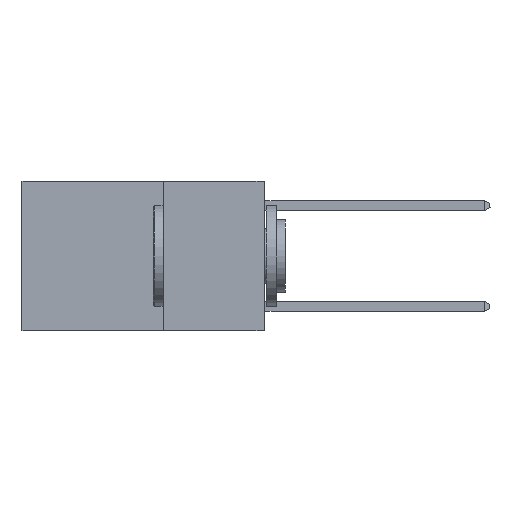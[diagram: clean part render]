
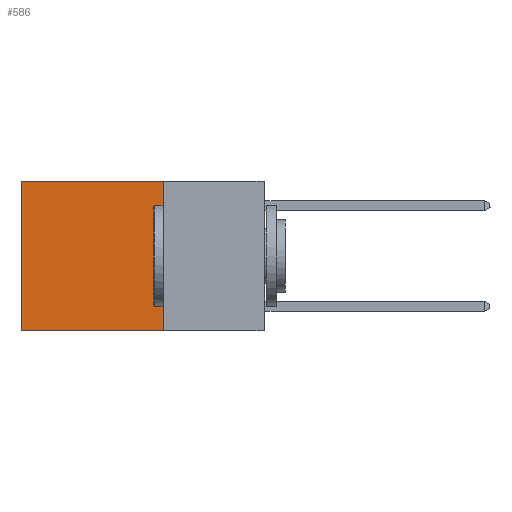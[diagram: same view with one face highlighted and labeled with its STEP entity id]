
A CAD part, left-side view. The second image highlights one B-rep face of the part: STEP entity #586.
In plain terms, the highlighted planar face has unit normal (-1, 0, 0).
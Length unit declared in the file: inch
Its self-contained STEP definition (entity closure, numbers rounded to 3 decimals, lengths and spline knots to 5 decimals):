
#379 = ORIENTED_EDGE ( 'NONE', *, *, #1548, .T. ) ;
#573 = ORIENTED_EDGE ( 'NONE', *, *, #796, .F. ) ;
#586 = ADVANCED_FACE ( 'NONE', ( #14498 ), #4294, .F. ) ;
#796 = EDGE_CURVE ( 'NONE', #13408, #7376, #9268, .T. ) ;
#1548 = EDGE_CURVE ( 'NONE', #13408, #9685, #14840, .T. ) ;
#1822 = VECTOR ( 'NONE', #12875, 39.37008 ) ;
#3374 = ORIENTED_EDGE ( 'NONE', *, *, #11449, .T. ) ;
#3708 = DIRECTION ( 'NONE',  ( 1., 0., 0. ) ) ;
#3858 = VERTEX_POINT ( 'NONE', #9064 ) ;
#4294 = PLANE ( 'NONE',  #12989 ) ;
#4554 = EDGE_CURVE ( 'NONE', #7376, #3858, #5491, .T. ) ;
#4569 = CARTESIAN_POINT ( 'NONE',  ( 0.2625, 0.6, 0. ) ) ;
#5491 = LINE ( 'NONE', #6512, #15369 ) ;
#5844 = CARTESIAN_POINT ( 'NONE',  ( 0.2625, 0.25, 0. ) ) ;
#6434 = CARTESIAN_POINT ( 'NONE',  ( 0.2625, 0.25, -0.37 ) ) ;
#6512 = CARTESIAN_POINT ( 'NONE',  ( 0.2625, 0.25, -0.37 ) ) ;
#7376 = VERTEX_POINT ( 'NONE', #6434 ) ;
#7546 = DIRECTION ( 'NONE',  ( 0., 1., 0. ) ) ;
#7959 = CARTESIAN_POINT ( 'NONE',  ( 0.2625, 0.6, 0. ) ) ;
#9064 = CARTESIAN_POINT ( 'NONE',  ( 0.2625, 0.6, -0.37 ) ) ;
#9268 = LINE ( 'NONE', #11558, #1822 ) ;
#9293 = VECTOR ( 'NONE', #10812, 39.37008 ) ;
#9366 = CARTESIAN_POINT ( 'NONE',  ( 0.2625, 0.25, 0. ) ) ;
#9685 = VERTEX_POINT ( 'NONE', #7959 ) ;
#10494 = EDGE_LOOP ( 'NONE', ( #3374, #14327, #573, #379 ) ) ;
#10812 = DIRECTION ( 'NONE',  ( 0., 0., -1. ) ) ;
#11449 = EDGE_CURVE ( 'NONE', #9685, #3858, #12588, .T. ) ;
#11558 = CARTESIAN_POINT ( 'NONE',  ( 0.2625, 0.25, 0. ) ) ;
#12588 = LINE ( 'NONE', #4569, #9293 ) ;
#12875 = DIRECTION ( 'NONE',  ( 0., 0., -1. ) ) ;
#12989 = AXIS2_PLACEMENT_3D ( 'NONE', #5844, #3708, #16166 ) ;
#13408 = VERTEX_POINT ( 'NONE', #9366 ) ;
#13978 = DIRECTION ( 'NONE',  ( 0., 1., 0. ) ) ;
#14327 = ORIENTED_EDGE ( 'NONE', *, *, #4554, .F. ) ;
#14498 = FACE_OUTER_BOUND ( 'NONE', #10494, .T. ) ;
#14840 = LINE ( 'NONE', #14954, #15220 ) ;
#14954 = CARTESIAN_POINT ( 'NONE',  ( 0.2625, 0.25, 0. ) ) ;
#15220 = VECTOR ( 'NONE', #7546, 39.37008 ) ;
#15369 = VECTOR ( 'NONE', #13978, 39.37008 ) ;
#16166 = DIRECTION ( 'NONE',  ( 0., 0., -1. ) ) ;
